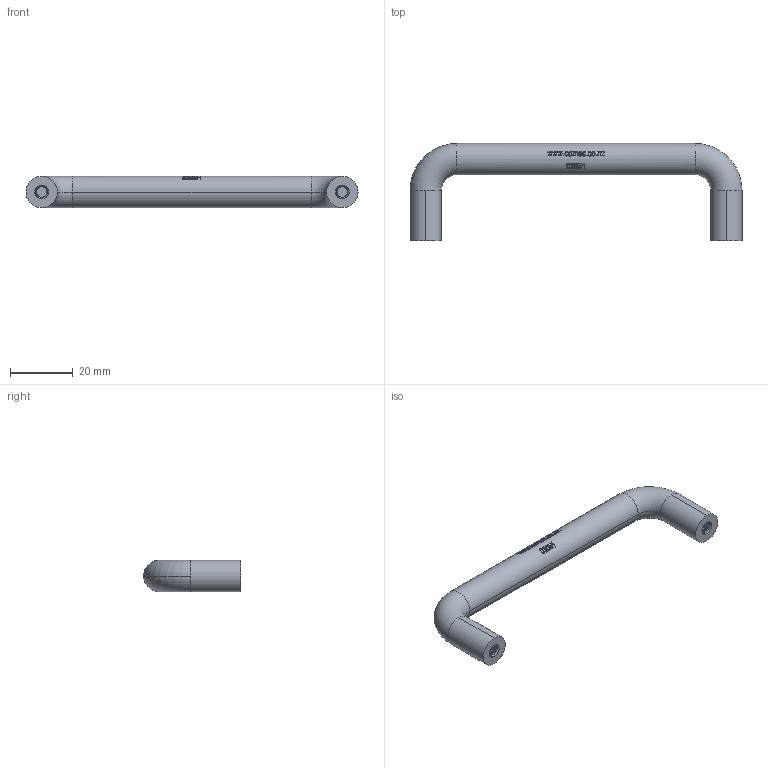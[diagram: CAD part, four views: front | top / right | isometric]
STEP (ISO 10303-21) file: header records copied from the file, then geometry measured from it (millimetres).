
FILE_DESCRIPTION (( 'STEP AP214' ), '1' );
FILE_NAME ('03051-Round Shape Bar Handle Chrome 106mm M4 Thread.STEP', '2018-08-20T03:44:46', ( '' ), ( '' ), 'SwSTEP 2.0', 'SolidWorks 2018', '' );
FILE_SCHEMA (( 'AUTOMOTIVE_DESIGN' ));
Length unit declared in the file: millimetre
Products named in the file (1): 03051-Round Shape Bar Handle Chrome 106mm M4 Thread
Bounding box: 106 x 31 x 10 mm (x, y, z)
Volume: 10724 mm3; surface area: 4946.4 mm2
Topology: 1 solids, 1 shells, 342 faces, 933 edges, 620 vertices
Faces by surface type: bspline 171, cylinder 89, plane 72, cone 6, torus 4
Entity records: 32802 total; most frequent: CARTESIAN_POINT 25900, ORIENTED_EDGE 1866, EDGE_CURVE 933, DIRECTION 709, VERTEX_POINT 620, B_SPLINE_CURVE_WITH_KNOTS 598, EDGE_LOOP 369, FACE_OUTER_BOUND 342
